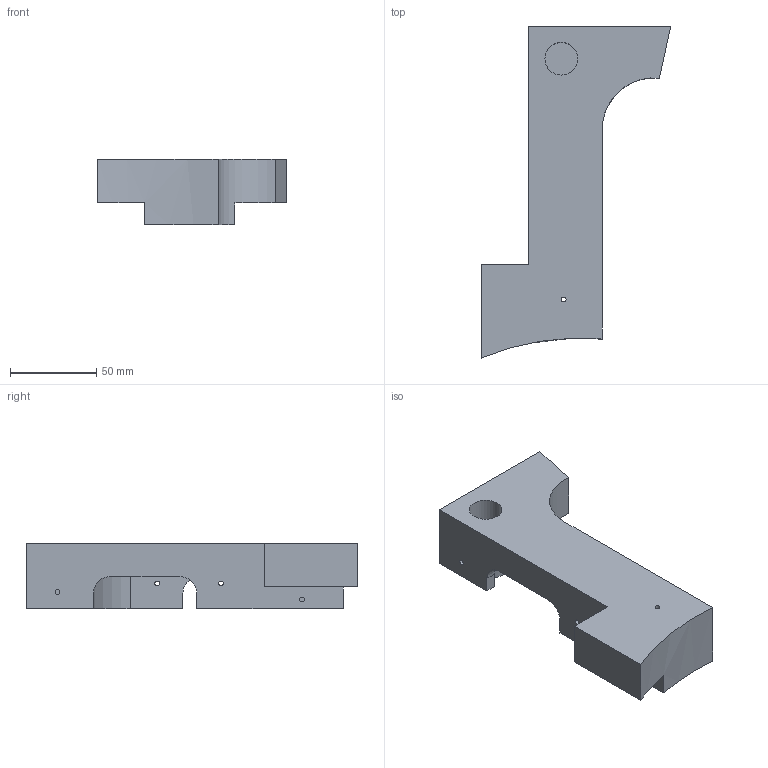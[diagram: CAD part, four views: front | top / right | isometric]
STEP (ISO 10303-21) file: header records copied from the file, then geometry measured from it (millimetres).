
FILE_DESCRIPTION(/* description */ (''),/* implementation_level */ '2;1');
FILE_NAME(/* name */ 'center_cover_01.step',/* time_stamp */ '2020-09-19T11:52:09+02:00',/* author */ (''),/* organization */ (''),/* preprocessor_version */ 'ST-DEVELOPER v18.1',/* originating_system */ 'Autodesk Translation Framework v9.3.0.1241',/* authorisation */ '');
FILE_SCHEMA (('AUTOMOTIVE_DESIGN { 1 0 10303 214 3 1 1 }'));
Length unit declared in the file: millimetre
Products named in the file (1): center_cover_01
Bounding box: 109.9 x 192.59 x 38.1 mm (x, y, z)
Volume: 192166.3 mm3; surface area: 53209.7 mm2
Topology: 1 solids, 1 shells, 66 faces, 155 edges, 101 vertices
Faces by surface type: plane 33, cylinder 29, torus 4
Full cylindrical faces by diameter (mm): 2.6 x4, 2.8 x10, 3 x1, 19 x1
Entity records: 2063 total; most frequent: CARTESIAN_POINT 432, DIRECTION 342, ORIENTED_EDGE 310, EDGE_CURVE 155, AXIS2_PLACEMENT_3D 126, VERTEX_POINT 101, LINE 90, VECTOR 90
